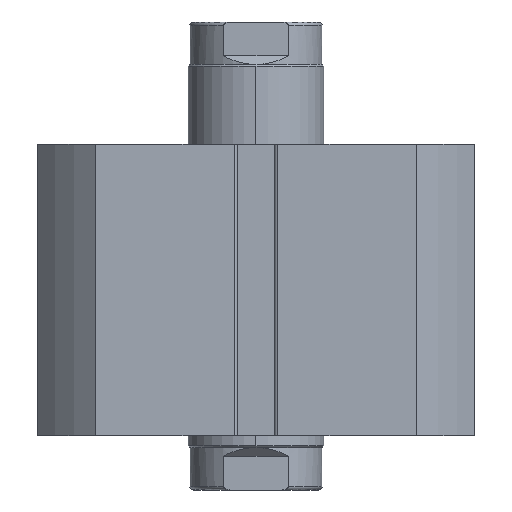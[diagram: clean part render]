
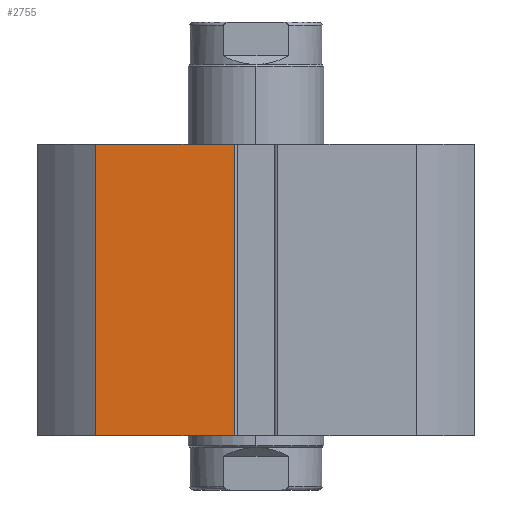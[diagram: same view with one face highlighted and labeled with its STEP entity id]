
A CAD part, front view. The second image highlights one B-rep face of the part: STEP entity #2755.
In plain terms, the highlighted planar face has unit normal (0, -1, 0).
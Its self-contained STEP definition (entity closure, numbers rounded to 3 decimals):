
#67 = CARTESIAN_POINT ( 'NONE',  ( -23.663, -32.25, 0. ) ) ;
#1292 = CARTESIAN_POINT ( 'NONE',  ( -32.25, -32.25, 43. ) ) ;
#1296 = DIRECTION ( 'NONE',  ( 1., 0., 0. ) ) ;
#1488 = DIRECTION ( 'NONE',  ( 1., 0., 0. ) ) ;
#1489 = CARTESIAN_POINT ( 'NONE',  ( -32.25, -32.25, 0. ) ) ;
#1583 = DIRECTION ( 'NONE',  ( 0., 0., -1. ) ) ;
#1588 = CARTESIAN_POINT ( 'NONE',  ( -23.663, -32.25, 43. ) ) ;
#1627 = CARTESIAN_POINT ( 'NONE',  ( -3.2, -32.25, 43. ) ) ;
#1628 = DIRECTION ( 'NONE',  ( 0., 0., 1. ) ) ;
#2177 = EDGE_CURVE ( 'NONE', #2570, #2569, #7195, .T. ) ;
#2311 = EDGE_CURVE ( 'NONE', #2462, #4964, #5197, .T. ) ;
#2325 = EDGE_CURVE ( 'NONE', #2570, #2462, #5219, .T. ) ;
#2333 = EDGE_CURVE ( 'NONE', #4964, #2569, #5234, .T. ) ;
#2462 = VERTEX_POINT ( 'NONE', #67 ) ;
#2569 = VERTEX_POINT ( 'NONE', #3008 ) ;
#2570 = VERTEX_POINT ( 'NONE', #3009 ) ;
#2755 = ADVANCED_FACE ( 'NONE', ( #5450 ), #3356, .F. ) ;
#3008 = CARTESIAN_POINT ( 'NONE',  ( -3.2, -32.25, 43. ) ) ;
#3009 = CARTESIAN_POINT ( 'NONE',  ( -23.663, -32.25, 43. ) ) ;
#3355 = CARTESIAN_POINT ( 'NONE',  ( -32.25, -32.25, 43. ) ) ;
#3356 = PLANE ( 'NONE',  #4590 ) ;
#3358 = DIRECTION ( 'NONE',  ( 0., 1., 0. ) ) ;
#3359 = DIRECTION ( 'NONE',  ( 0., 0., 1. ) ) ;
#4108 = CARTESIAN_POINT ( 'NONE',  ( -3.2, -32.25, 0. ) ) ;
#4590 = AXIS2_PLACEMENT_3D ( 'NONE', #3355, #3358, #3359 ) ;
#4964 = VERTEX_POINT ( 'NONE', #4108 ) ;
#4983 = VECTOR ( 'NONE', #1296, 1000. ) ;
#5197 = LINE ( 'NONE', #1489, #5200 ) ;
#5200 = VECTOR ( 'NONE', #1488, 1000. ) ;
#5219 = LINE ( 'NONE', #1588, #5222 ) ;
#5222 = VECTOR ( 'NONE', #1583, 1000. ) ;
#5234 = LINE ( 'NONE', #1627, #5235 ) ;
#5235 = VECTOR ( 'NONE', #1628, 1000. ) ;
#5450 = FACE_OUTER_BOUND ( 'NONE', #6076, .T. ) ;
#6076 = EDGE_LOOP ( 'NONE', ( #6548, #6547, #6546, #6545 ) ) ;
#6545 = ORIENTED_EDGE ( 'NONE', *, *, #2333, .T. ) ;
#6546 = ORIENTED_EDGE ( 'NONE', *, *, #2311, .T. ) ;
#6547 = ORIENTED_EDGE ( 'NONE', *, *, #2325, .T. ) ;
#6548 = ORIENTED_EDGE ( 'NONE', *, *, #2177, .F. ) ;
#7195 = LINE ( 'NONE', #1292, #4983 ) ;
